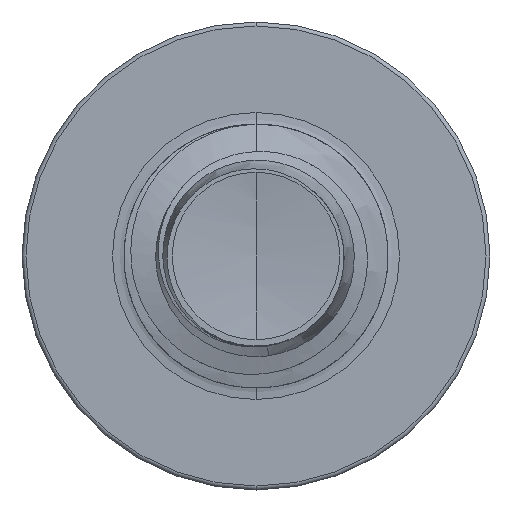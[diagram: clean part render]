
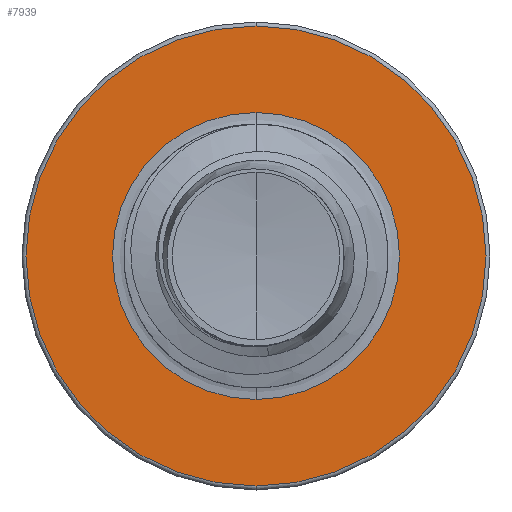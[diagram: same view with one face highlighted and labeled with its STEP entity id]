
A CAD part, front view. The second image highlights one B-rep face of the part: STEP entity #7939.
In plain terms, the highlighted planar face has unit normal (0, -1, 0).
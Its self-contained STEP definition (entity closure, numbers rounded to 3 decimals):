
#1513 = CARTESIAN_POINT ( 'NONE',  ( 0., 7.5, -1.917 ) ) ;
#1559 = EDGE_CURVE ( 'NONE', #3731, #21578, #18790, .T. ) ;
#1763 = AXIS2_PLACEMENT_3D ( 'NONE', #20679, #9939, #22225 ) ;
#2330 = AXIS2_PLACEMENT_3D ( 'NONE', #14916, #3319, #16689 ) ;
#2475 = AXIS2_PLACEMENT_3D ( 'NONE', #4960, #4774, #4416 ) ;
#3291 = CIRCLE ( 'NONE', #23859, 1.196 ) ;
#3319 = DIRECTION ( 'NONE',  ( 0., 1., 0. ) ) ;
#3371 = ORIENTED_EDGE ( 'NONE', *, *, #9559, .F. ) ;
#3731 = VERTEX_POINT ( 'NONE', #17667 ) ;
#4282 = EDGE_LOOP ( 'NONE', ( #3371, #11013 ) ) ;
#4416 = DIRECTION ( 'NONE',  ( 0., 0., 1. ) ) ;
#4774 = DIRECTION ( 'NONE',  ( 0., 1., 0. ) ) ;
#4960 = CARTESIAN_POINT ( 'NONE',  ( 0., 7.5, 0. ) ) ;
#5852 = VERTEX_POINT ( 'NONE', #1513 ) ;
#7429 = AXIS2_PLACEMENT_3D ( 'NONE', #19900, #23007, #12915 ) ;
#7939 = ADVANCED_FACE ( 'NONE', ( #20542, #10449 ), #18235, .F. ) ;
#9559 = EDGE_CURVE ( 'NONE', #18024, #5852, #22903, .T. ) ;
#9939 = DIRECTION ( 'NONE',  ( 0., 1., 0. ) ) ;
#10449 = FACE_BOUND ( 'NONE', #14164, .T. ) ;
#10507 = EDGE_CURVE ( 'NONE', #5852, #18024, #23585, .T. ) ;
#10790 = DIRECTION ( 'NONE',  ( 0., 1., 0. ) ) ;
#11013 = ORIENTED_EDGE ( 'NONE', *, *, #10507, .F. ) ;
#12915 = DIRECTION ( 'NONE',  ( 0., 0., 1. ) ) ;
#14164 = EDGE_LOOP ( 'NONE', ( #17946, #21851 ) ) ;
#14916 = CARTESIAN_POINT ( 'NONE',  ( 0., 7.5, 0. ) ) ;
#16689 = DIRECTION ( 'NONE',  ( 0., 0., 1. ) ) ;
#17667 = CARTESIAN_POINT ( 'NONE',  ( 0., 7.5, 1.196 ) ) ;
#17946 = ORIENTED_EDGE ( 'NONE', *, *, #1559, .T. ) ;
#18024 = VERTEX_POINT ( 'NONE', #22797 ) ;
#18235 = PLANE ( 'NONE',  #7429 ) ;
#18790 = CIRCLE ( 'NONE', #2475, 1.196 ) ;
#19718 = CARTESIAN_POINT ( 'NONE',  ( 0., 7.5, -1.196 ) ) ;
#19900 = CARTESIAN_POINT ( 'NONE',  ( 0., 7.5, -1.196 ) ) ;
#20542 = FACE_OUTER_BOUND ( 'NONE', #4282, .T. ) ;
#20679 = CARTESIAN_POINT ( 'NONE',  ( 0., 7.5, 0. ) ) ;
#20854 = EDGE_CURVE ( 'NONE', #21578, #3731, #3291, .T. ) ;
#21372 = CARTESIAN_POINT ( 'NONE',  ( 0., 7.5, 0. ) ) ;
#21578 = VERTEX_POINT ( 'NONE', #19718 ) ;
#21851 = ORIENTED_EDGE ( 'NONE', *, *, #20854, .T. ) ;
#22225 = DIRECTION ( 'NONE',  ( 0., 0., 1. ) ) ;
#22797 = CARTESIAN_POINT ( 'NONE',  ( 0., 7.5, 1.917 ) ) ;
#22885 = DIRECTION ( 'NONE',  ( 0., 0., 1. ) ) ;
#22903 = CIRCLE ( 'NONE', #2330, 1.917 ) ;
#23007 = DIRECTION ( 'NONE',  ( 0., 1., 0. ) ) ;
#23585 = CIRCLE ( 'NONE', #1763, 1.917 ) ;
#23859 = AXIS2_PLACEMENT_3D ( 'NONE', #21372, #10790, #22885 ) ;
